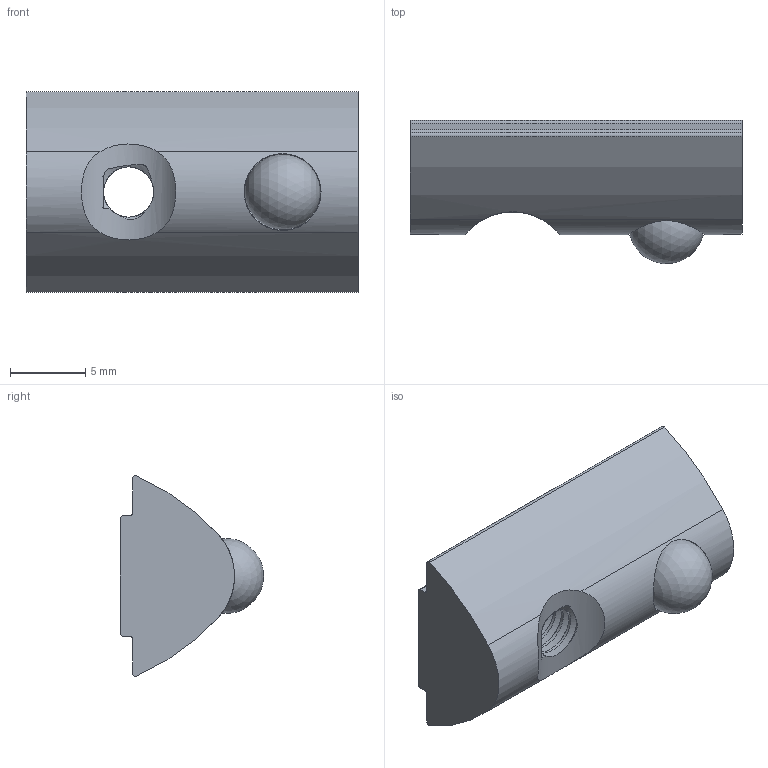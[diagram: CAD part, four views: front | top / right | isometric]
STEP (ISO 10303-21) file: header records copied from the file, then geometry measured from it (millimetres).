
FILE_DESCRIPTION(/* description */ (''),/* implementation_level */ '2;1');
FILE_NAME(/* name */ 'Klizna matica 8 sa kuglicom M4.step',/* time_stamp */ '2024-01-09T12:13:15+01:00',/* author */ (''),/* organization */ (''),/* preprocessor_version */ 'ST-DEVELOPER v20',/* originating_system */ 'Autodesk Translation Framework v12.14.0.127',/* authorisation */ '');
FILE_SCHEMA (('AUTOMOTIVE_DESIGN { 1 0 10303 214 3 1 1 }'));
Length unit declared in the file: millimetre
Products named in the file (1): Klizna matica 8 M4
Bounding box: 22 x 9.48 x 13.3 mm (x, y, z)
Volume: 1346.3 mm3; surface area: 1144.6 mm2
Topology: 2 solids, 2 shells, 46 faces, 132 edges, 88 vertices
Faces by surface type: cylinder 32, plane 8, bspline 3, cone 2, sphere 1
Full cylindrical faces by diameter (mm): 3.332 x4, 4.109 x4, 5.1 x1
Entity records: 2859 total; most frequent: CARTESIAN_POINT 1729, ORIENTED_EDGE 258, DIRECTION 182, EDGE_CURVE 129, VERTEX_POINT 88, AXIS2_PLACEMENT_3D 68, B_SPLINE_CURVE_WITH_KNOTS 59, EDGE_LOOP 49
